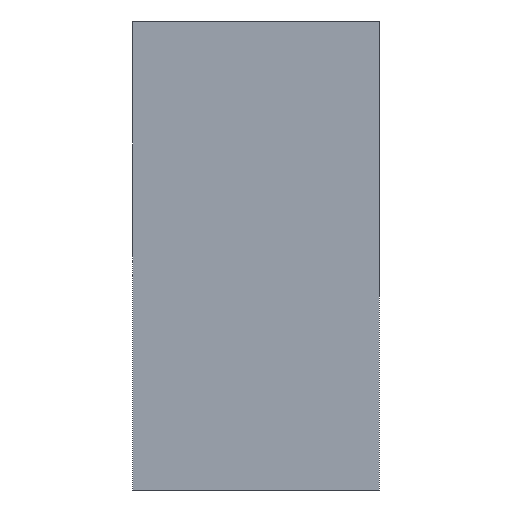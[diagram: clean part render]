
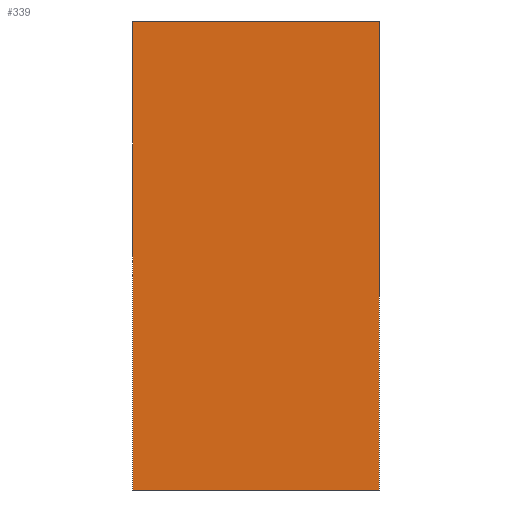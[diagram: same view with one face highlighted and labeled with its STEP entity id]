
A CAD part, left-side view. The second image highlights one B-rep face of the part: STEP entity #339.
In plain terms, the highlighted planar face has unit normal (-1, 0, 0).
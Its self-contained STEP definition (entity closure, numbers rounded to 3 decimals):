
#51=FACE_OUTER_BOUND('',#74,.T.);
#74=EDGE_LOOP('',(#298,#299,#300,#301,#302,#303));
#86=LINE('',#488,#122);
#90=LINE('',#497,#126);
#108=LINE('',#530,#144);
#109=LINE('',#531,#145);
#110=LINE('',#534,#146);
#111=LINE('',#535,#147);
#122=VECTOR('',#398,10.);
#126=VECTOR('',#404,10.);
#144=VECTOR('',#434,10.);
#145=VECTOR('',#435,10.);
#146=VECTOR('',#438,10.);
#147=VECTOR('',#439,10.);
#159=VERTEX_POINT('',#485);
#160=VERTEX_POINT('',#487);
#163=VERTEX_POINT('',#494);
#164=VERTEX_POINT('',#496);
#173=VERTEX_POINT('',#529);
#174=VERTEX_POINT('',#533);
#190=EDGE_CURVE('',#159,#160,#86,.T.);
#194=EDGE_CURVE('',#164,#163,#90,.T.);
#212=EDGE_CURVE('',#160,#173,#108,.T.);
#213=EDGE_CURVE('',#173,#163,#109,.T.);
#214=EDGE_CURVE('',#164,#174,#110,.T.);
#215=EDGE_CURVE('',#174,#159,#111,.T.);
#298=ORIENTED_EDGE('',*,*,#215,.F.);
#299=ORIENTED_EDGE('',*,*,#214,.F.);
#300=ORIENTED_EDGE('',*,*,#194,.T.);
#301=ORIENTED_EDGE('',*,*,#213,.F.);
#302=ORIENTED_EDGE('',*,*,#212,.F.);
#303=ORIENTED_EDGE('',*,*,#190,.F.);
#323=PLANE('',#377);
#339=ADVANCED_FACE('',(#51),#323,.T.);
#377=AXIS2_PLACEMENT_3D('',#554,#461,#462);
#398=DIRECTION('',(0.,0.,1.));
#404=DIRECTION('',(0.,0.,1.));
#434=DIRECTION('',(0.,-1.,0.));
#435=DIRECTION('',(0.,-1.,0.));
#438=DIRECTION('',(0.,1.,0.));
#439=DIRECTION('',(0.,1.,0.));
#461=DIRECTION('center_axis',(-1.,0.,0.));
#462=DIRECTION('ref_axis',(0.,-1.,0.));
#485=CARTESIAN_POINT('',(-184.,210.,500.));
#487=CARTESIAN_POINT('',(-184.,210.,538.));
#488=CARTESIAN_POINT('',(-184.,210.,500.));
#494=CARTESIAN_POINT('',(-184.,190.,538.));
#496=CARTESIAN_POINT('',(-184.,190.,500.));
#497=CARTESIAN_POINT('',(-184.,190.,500.));
#529=CARTESIAN_POINT('',(-184.,209.,538.));
#530=CARTESIAN_POINT('',(-184.,209.,538.));
#531=CARTESIAN_POINT('',(-184.,190.,538.));
#533=CARTESIAN_POINT('',(-184.,209.,500.));
#534=CARTESIAN_POINT('',(-184.,190.,500.));
#535=CARTESIAN_POINT('',(-184.,209.,500.));
#554=CARTESIAN_POINT('Origin',(-184.,210.,500.));
